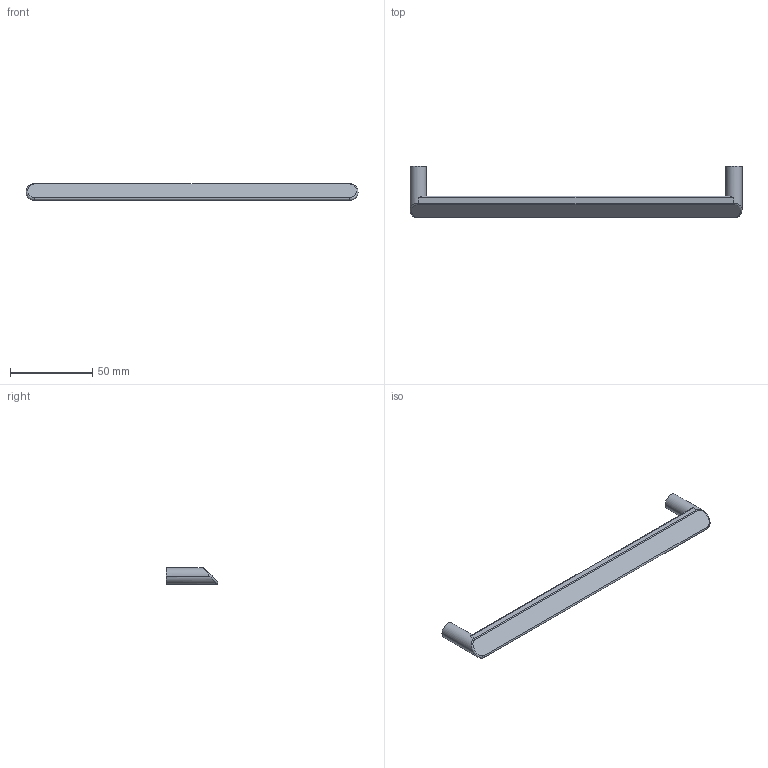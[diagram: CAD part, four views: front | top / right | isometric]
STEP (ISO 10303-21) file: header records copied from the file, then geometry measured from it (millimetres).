
FILE_DESCRIPTION(('Creo Elements/Direct Modeling STEP Export'),'2;1');
FILE_NAME('1791-202.stp','2017-09-07T 8:40:21',(''),(''),'Creo Elements/Direct Modeling STEP processor for AP214 (Solid Model)','Creo Elements/Direct Modeling 20.0 12-Nov-2016 (C) Parametric Technology GmbH','');
FILE_SCHEMA(('AUTOMOTIVE_DESIGN { 1 0 10303 214 1 1 1 1 }'));
Length unit declared in the file: millimetre
Products named in the file (1): Griff
Bounding box: 202 x 31.58 x 10 mm (x, y, z)
Volume: 14739.6 mm3; surface area: 8726.1 mm2
Topology: 1 solids, 1 shells, 30 faces, 70 edges, 42 vertices
Faces by surface type: cylinder 16, plane 8, cone 4, bspline 2
Entity records: 3012 total; most frequent: CARTESIAN_POINT 2333, ORIENTED_EDGE 132, DIRECTION 122, EDGE_CURVE 66, AXIS2_PLACEMENT_3D 47, VERTEX_POINT 42, EDGE_LOOP 34, FACE_OUTER_BOUND 30
